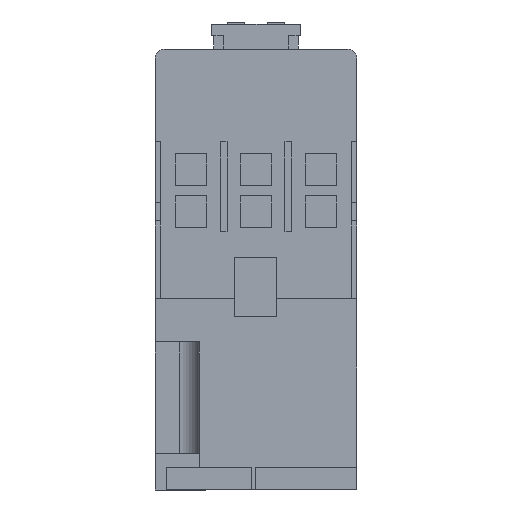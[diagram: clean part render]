
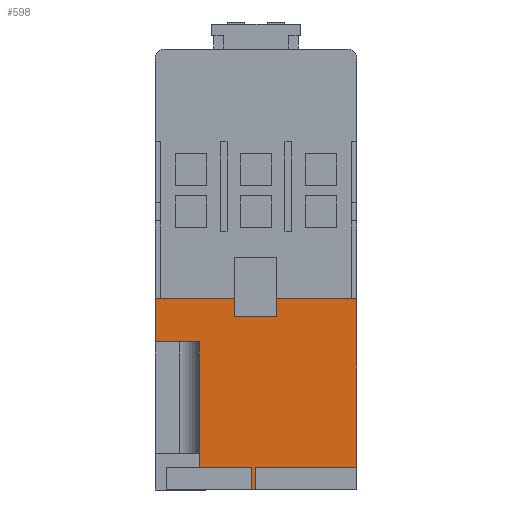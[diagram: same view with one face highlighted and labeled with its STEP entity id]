
A CAD part, front view. The second image highlights one B-rep face of the part: STEP entity #598.
In plain terms, the highlighted planar face has unit normal (0, -1, 0).
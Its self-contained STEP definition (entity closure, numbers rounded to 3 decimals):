
#242=FACE_OUTER_BOUND('',#1507,.T.);
#598=ADVANCED_FACE('',(#242),#990,.T.);
#990=PLANE('',#7563);
#1507=EDGE_LOOP('',(#2223,#2224,#2225,#2226,#2227,#2228,#2229,#2230,#2231,
#2232,#2233,#2234,#2235,#2236,#2237,#2238,#2239,#2240,#2241,#2242,#2243,
#2244,#2245,#2246,#2247,#2248,#2249,#2250,#2251));
#2223=ORIENTED_EDGE('',*,*,#4930,.F.);
#2224=ORIENTED_EDGE('',*,*,#4931,.T.);
#2225=ORIENTED_EDGE('',*,*,#4932,.T.);
#2226=ORIENTED_EDGE('',*,*,#4889,.T.);
#2227=ORIENTED_EDGE('',*,*,#4933,.T.);
#2228=ORIENTED_EDGE('',*,*,#4934,.T.);
#2229=ORIENTED_EDGE('',*,*,#4935,.F.);
#2230=ORIENTED_EDGE('',*,*,#4900,.T.);
#2231=ORIENTED_EDGE('',*,*,#4936,.T.);
#2232=ORIENTED_EDGE('',*,*,#4937,.T.);
#2233=ORIENTED_EDGE('',*,*,#4938,.F.);
#2234=ORIENTED_EDGE('',*,*,#4896,.T.);
#2235=ORIENTED_EDGE('',*,*,#4939,.T.);
#2236=ORIENTED_EDGE('',*,*,#4940,.T.);
#2237=ORIENTED_EDGE('',*,*,#4941,.F.);
#2238=ORIENTED_EDGE('',*,*,#4879,.F.);
#2239=ORIENTED_EDGE('',*,*,#4942,.T.);
#2240=ORIENTED_EDGE('',*,*,#4943,.T.);
#2241=ORIENTED_EDGE('',*,*,#4736,.T.);
#2242=ORIENTED_EDGE('',*,*,#4944,.F.);
#2243=ORIENTED_EDGE('',*,*,#4945,.F.);
#2244=ORIENTED_EDGE('',*,*,#4946,.F.);
#2245=ORIENTED_EDGE('',*,*,#4947,.F.);
#2246=ORIENTED_EDGE('',*,*,#4948,.F.);
#2247=ORIENTED_EDGE('',*,*,#4680,.F.);
#2248=ORIENTED_EDGE('',*,*,#4949,.F.);
#2249=ORIENTED_EDGE('',*,*,#4950,.T.);
#2250=ORIENTED_EDGE('',*,*,#4951,.T.);
#2251=ORIENTED_EDGE('',*,*,#4883,.T.);
#3988=VERTEX_POINT('',#9967);
#3989=VERTEX_POINT('',#9969);
#4041=VERTEX_POINT('',#10080);
#4042=VERTEX_POINT('',#10082);
#4165=VERTEX_POINT('',#10365);
#4166=VERTEX_POINT('',#10366);
#4169=VERTEX_POINT('',#10373);
#4170=VERTEX_POINT('',#10374);
#4173=VERTEX_POINT('',#10382);
#4174=VERTEX_POINT('',#10384);
#4180=VERTEX_POINT('',#10397);
#4181=VERTEX_POINT('',#10398);
#4184=VERTEX_POINT('',#10405);
#4185=VERTEX_POINT('',#10406);
#4189=VERTEX_POINT('',#10416);
#4206=VERTEX_POINT('',#10460);
#4207=VERTEX_POINT('',#10462);
#4208=VERTEX_POINT('',#10465);
#4209=VERTEX_POINT('',#10467);
#4210=VERTEX_POINT('',#10470);
#4211=VERTEX_POINT('',#10472);
#4212=VERTEX_POINT('',#10475);
#4213=VERTEX_POINT('',#10477);
#4214=VERTEX_POINT('',#10480);
#4215=VERTEX_POINT('',#10483);
#4216=VERTEX_POINT('',#10485);
#4217=VERTEX_POINT('',#10487);
#4218=VERTEX_POINT('',#10489);
#4219=VERTEX_POINT('',#10492);
#4680=EDGE_CURVE('',#3988,#3989,#5703,.T.);
#4736=EDGE_CURVE('',#4042,#4041,#5759,.T.);
#4879=EDGE_CURVE('',#4165,#4166,#5893,.T.);
#4883=EDGE_CURVE('',#4169,#4170,#5897,.T.);
#4889=EDGE_CURVE('',#4174,#4173,#5903,.T.);
#4896=EDGE_CURVE('',#4180,#4181,#5910,.T.);
#4900=EDGE_CURVE('',#4184,#4185,#5914,.T.);
#4930=EDGE_CURVE('',#4206,#4170,#5941,.T.);
#4931=EDGE_CURVE('',#4206,#4207,#5942,.T.);
#4932=EDGE_CURVE('',#4207,#4174,#5943,.T.);
#4933=EDGE_CURVE('',#4173,#4208,#5944,.T.);
#4934=EDGE_CURVE('',#4208,#4209,#5945,.T.);
#4935=EDGE_CURVE('',#4184,#4209,#5946,.T.);
#4936=EDGE_CURVE('',#4185,#4210,#5947,.T.);
#4937=EDGE_CURVE('',#4210,#4211,#5948,.T.);
#4938=EDGE_CURVE('',#4180,#4211,#5949,.T.);
#4939=EDGE_CURVE('',#4181,#4212,#5950,.T.);
#4940=EDGE_CURVE('',#4212,#4213,#5951,.T.);
#4941=EDGE_CURVE('',#4166,#4213,#5952,.T.);
#4942=EDGE_CURVE('',#4165,#4214,#5953,.T.);
#4943=EDGE_CURVE('',#4214,#4042,#5954,.T.);
#4944=EDGE_CURVE('',#4215,#4041,#5955,.T.);
#4945=EDGE_CURVE('',#4216,#4215,#5956,.T.);
#4946=EDGE_CURVE('',#4217,#4216,#5957,.T.);
#4947=EDGE_CURVE('',#4218,#4217,#5958,.T.);
#4948=EDGE_CURVE('',#3989,#4218,#5959,.T.);
#4949=EDGE_CURVE('',#4219,#3988,#5960,.T.);
#4950=EDGE_CURVE('',#4219,#4189,#5961,.T.);
#4951=EDGE_CURVE('',#4189,#4169,#5962,.T.);
#5703=LINE('',#9968,#6622);
#5759=LINE('',#10081,#6678);
#5893=LINE('',#10364,#6812);
#5897=LINE('',#10372,#6816);
#5903=LINE('',#10383,#6822);
#5910=LINE('',#10396,#6829);
#5914=LINE('',#10404,#6833);
#5941=LINE('',#10459,#6860);
#5942=LINE('',#10461,#6861);
#5943=LINE('',#10463,#6862);
#5944=LINE('',#10464,#6863);
#5945=LINE('',#10466,#6864);
#5946=LINE('',#10468,#6865);
#5947=LINE('',#10469,#6866);
#5948=LINE('',#10471,#6867);
#5949=LINE('',#10473,#6868);
#5950=LINE('',#10474,#6869);
#5951=LINE('',#10476,#6870);
#5952=LINE('',#10478,#6871);
#5953=LINE('',#10479,#6872);
#5954=LINE('',#10481,#6873);
#5955=LINE('',#10482,#6874);
#5956=LINE('',#10484,#6875);
#5957=LINE('',#10486,#6876);
#5958=LINE('',#10488,#6877);
#5959=LINE('',#10490,#6878);
#5960=LINE('',#10491,#6879);
#5961=LINE('',#10493,#6880);
#5962=LINE('',#10494,#6881);
#6622=VECTOR('',#8040,1.);
#6678=VECTOR('',#8104,1.);
#6812=VECTOR('',#8290,1.);
#6816=VECTOR('',#8294,1.);
#6822=VECTOR('',#8300,1.);
#6829=VECTOR('',#8307,1.);
#6833=VECTOR('',#8311,1.);
#6860=VECTOR('',#8350,1.);
#6861=VECTOR('',#8351,1.);
#6862=VECTOR('',#8352,1.);
#6863=VECTOR('',#8353,1.);
#6864=VECTOR('',#8354,1.);
#6865=VECTOR('',#8355,1.);
#6866=VECTOR('',#8356,1.);
#6867=VECTOR('',#8357,1.);
#6868=VECTOR('',#8358,1.);
#6869=VECTOR('',#8359,1.);
#6870=VECTOR('',#8360,1.);
#6871=VECTOR('',#8361,1.);
#6872=VECTOR('',#8362,1.);
#6873=VECTOR('',#8363,1.);
#6874=VECTOR('',#8364,1.);
#6875=VECTOR('',#8365,1.);
#6876=VECTOR('',#8366,1.);
#6877=VECTOR('',#8367,1.);
#6878=VECTOR('',#8368,1.);
#6879=VECTOR('',#8369,1.);
#6880=VECTOR('',#8370,1.);
#6881=VECTOR('',#8371,1.);
#7563=AXIS2_PLACEMENT_3D('',#10495,#8372,#8373);
#8040=DIRECTION('',(0.,0.,1.));
#8104=DIRECTION('',(0.,0.,1.));
#8290=DIRECTION('',(-1.,0.,0.));
#8294=DIRECTION('',(1.,0.,0.));
#8300=DIRECTION('',(1.,0.,0.));
#8307=DIRECTION('',(1.,0.,0.));
#8311=DIRECTION('',(1.,0.,0.));
#8350=DIRECTION('',(0.,0.,-1.));
#8351=DIRECTION('',(1.,0.,0.));
#8352=DIRECTION('',(0.,0.,-1.));
#8353=DIRECTION('',(0.,0.,1.));
#8354=DIRECTION('',(1.,0.,0.));
#8355=DIRECTION('',(0.,0.,1.));
#8356=DIRECTION('',(0.,0.,1.));
#8357=DIRECTION('',(1.,0.,0.));
#8358=DIRECTION('',(0.,0.,1.));
#8359=DIRECTION('',(0.,0.,1.));
#8360=DIRECTION('',(1.,0.,0.));
#8361=DIRECTION('',(0.,0.,1.));
#8362=DIRECTION('',(0.,0.,1.));
#8363=DIRECTION('',(1.,0.,0.));
#8364=DIRECTION('',(1.,0.,0.));
#8365=DIRECTION('',(0.,0.,1.));
#8366=DIRECTION('',(1.,0.,0.));
#8367=DIRECTION('',(0.,0.,-1.));
#8368=DIRECTION('',(1.,0.,0.));
#8369=DIRECTION('',(-1.,0.,0.));
#8370=DIRECTION('',(0.,0.,-1.));
#8371=DIRECTION('',(0.,0.,-1.));
#8372=DIRECTION('',(0.,-1.,0.));
#8373=DIRECTION('',(0.,0.,1.));
#9967=CARTESIAN_POINT('',(-22.3,-31.3,27.75));
#9968=CARTESIAN_POINT('',(-22.3,-31.3,0.));
#9969=CARTESIAN_POINT('',(-22.3,-31.3,37.3));
#10080=CARTESIAN_POINT('',(22.3,-31.3,37.3));
#10081=CARTESIAN_POINT('',(22.3,-31.3,0.));
#10082=CARTESIAN_POINT('',(22.3,-31.3,0.));
#10364=CARTESIAN_POINT('',(20.7,-31.3,-5.));
#10365=CARTESIAN_POINT('',(20.7,-31.3,-5.));
#10366=CARTESIAN_POINT('',(15.3,-31.3,-5.));
#10372=CARTESIAN_POINT('',(-22.3,-31.3,-5.));
#10373=CARTESIAN_POINT('',(-12.5,-31.3,-5.));
#10374=CARTESIAN_POINT('',(-9.8,-31.3,-5.));
#10382=CARTESIAN_POINT('',(-0.1,-31.3,-5.));
#10383=CARTESIAN_POINT('',(-22.3,-31.3,-5.));
#10384=CARTESIAN_POINT('',(-1.,-31.3,-5.));
#10396=CARTESIAN_POINT('',(8.4,-31.3,-5.));
#10397=CARTESIAN_POINT('',(8.4,-31.3,-5.));
#10398=CARTESIAN_POINT('',(13.8,-31.3,-5.));
#10404=CARTESIAN_POINT('',(1.5,-31.3,-5.));
#10405=CARTESIAN_POINT('',(1.5,-31.3,-5.));
#10406=CARTESIAN_POINT('',(6.9,-31.3,-5.));
#10416=CARTESIAN_POINT('',(-12.5,-31.3,3.));
#10459=CARTESIAN_POINT('',(-9.8,-31.3,0.));
#10460=CARTESIAN_POINT('',(-9.8,-31.3,0.));
#10461=CARTESIAN_POINT('',(-9.8,-31.3,0.));
#10462=CARTESIAN_POINT('',(-1.,-31.3,0.));
#10463=CARTESIAN_POINT('',(-1.,-31.3,0.));
#10464=CARTESIAN_POINT('',(-0.1,-31.3,-5.5));
#10465=CARTESIAN_POINT('',(-0.1,-31.3,0.));
#10466=CARTESIAN_POINT('',(-22.3,-31.3,0.));
#10467=CARTESIAN_POINT('',(1.5,-31.3,0.));
#10468=CARTESIAN_POINT('',(1.5,-31.3,-5.5));
#10469=CARTESIAN_POINT('',(6.9,-31.3,-5.5));
#10470=CARTESIAN_POINT('',(6.9,-31.3,0.));
#10471=CARTESIAN_POINT('',(-22.3,-31.3,0.));
#10472=CARTESIAN_POINT('',(8.4,-31.3,0.));
#10473=CARTESIAN_POINT('',(8.4,-31.3,-5.5));
#10474=CARTESIAN_POINT('',(13.8,-31.3,-5.5));
#10475=CARTESIAN_POINT('',(13.8,-31.3,0.));
#10476=CARTESIAN_POINT('',(-22.3,-31.3,0.));
#10477=CARTESIAN_POINT('',(15.3,-31.3,0.));
#10478=CARTESIAN_POINT('',(15.3,-31.3,-5.5));
#10479=CARTESIAN_POINT('',(20.7,-31.3,-5.5));
#10480=CARTESIAN_POINT('',(20.7,-31.3,0.));
#10481=CARTESIAN_POINT('',(-22.3,-31.3,0.));
#10482=CARTESIAN_POINT('',(-22.3,-31.3,37.3));
#10483=CARTESIAN_POINT('',(4.6,-31.3,37.3));
#10484=CARTESIAN_POINT('',(4.6,-31.3,33.441));
#10485=CARTESIAN_POINT('',(4.6,-31.3,33.441));
#10486=CARTESIAN_POINT('',(-4.8,-31.3,33.441));
#10487=CARTESIAN_POINT('',(-4.8,-31.3,33.441));
#10488=CARTESIAN_POINT('',(-4.8,-31.3,46.5));
#10489=CARTESIAN_POINT('',(-4.8,-31.3,37.3));
#10490=CARTESIAN_POINT('',(-22.3,-31.3,37.3));
#10491=CARTESIAN_POINT('',(-12.5,-31.3,27.75));
#10492=CARTESIAN_POINT('',(-12.5,-31.3,27.75));
#10493=CARTESIAN_POINT('',(-12.5,-31.3,27.75));
#10494=CARTESIAN_POINT('',(-12.5,-31.3,3.));
#10495=CARTESIAN_POINT('',(-22.3,-31.3,0.));
